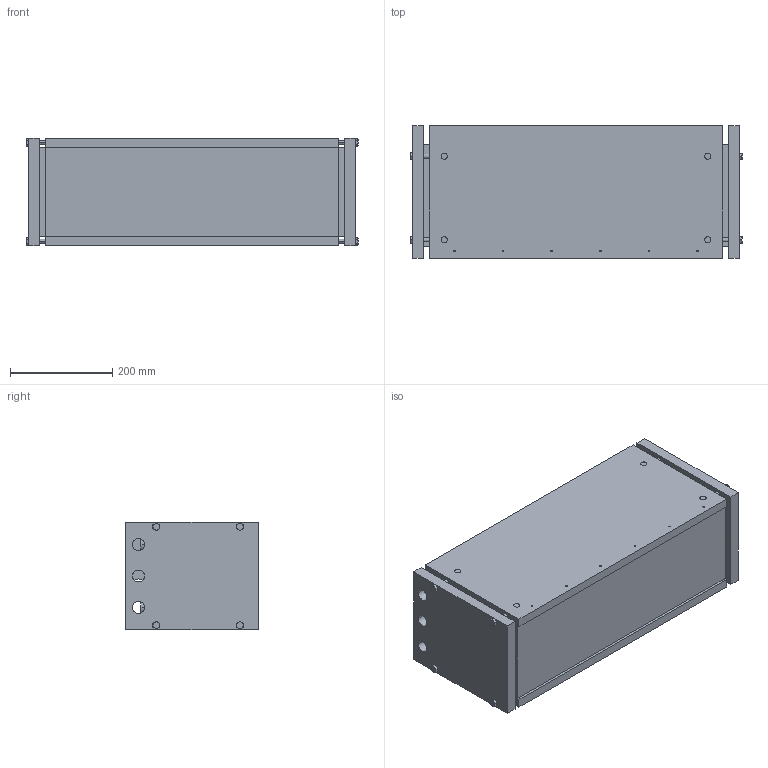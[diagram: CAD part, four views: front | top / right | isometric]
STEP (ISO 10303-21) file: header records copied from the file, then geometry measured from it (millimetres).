
FILE_DESCRIPTION(/* description */ ('VariCAD 2022-2.02 AP-214'),/* implementation_level */ '2;1');
FILE_NAME(/* name */ 'staplerbatterie-lifepo4.stp',/* time_stamp */ '2022-07-22T09:29:54+01:00',/* author */ (''),/* organization */ (''),/* preprocessor_version */ 'VariCAD 2022-2.02',/* originating_system */ 'VariCAD 2022-2.02; kernel version (20180118)',/* authorisation */ '');
FILE_SCHEMA(('AUTOMOTIVE_DESIGN'));
Length unit declared in the file: millimetre
Products named in the file (45): staplerbatterie-lifepo4; Schraube M8x60
Assembly tree (44 placements, depth 2):
  staplerbatterie-lifepo4
    (unnamed)
    (unnamed)
    (unnamed)
    (unnamed)
    (unnamed)
    (unnamed)
    (unnamed)
    (unnamed)
    (unnamed)
    (unnamed)
    (unnamed)
    (unnamed)
    (unnamed)
    (unnamed)
    Schraube M8x60
    (unnamed)
    Schraube M8x60
    (unnamed)
    Schraube M8x60
    (unnamed)
    Schraube M8x60
    (unnamed)
    Schraube M8x60
    (unnamed)
    Schraube M8x60
    (unnamed)
    (unnamed)
    (unnamed)
    Schraube M8x60
    (unnamed)
    (unnamed)
    (unnamed)
    (unnamed)
    (unnamed)
    (unnamed)
    (unnamed)
    (unnamed)
    (unnamed)
    (unnamed)
    (unnamed)
    (unnamed)
    (unnamed)
    (unnamed)
    (unnamed)
Bounding box: 650.6 x 260 x 211 mm (x, y, z)
Volume: 29830495.6 mm3; surface area: 2207826.4 mm2
Topology: 44 solids, 44 shells, 465 faces, 1186 edges, 792 vertices
Faces by surface type: cylinder 212, plane 197, cone 56
Entity records: 18647 total; most frequent: CARTESIAN_POINT 4916, DIRECTION 2412, ORIENTED_EDGE 2372, EDGE_CURVE 1186, AXIS2_PLACEMENT_3D 936, VERTEX_POINT 792, LINE 540, VECTOR 540
